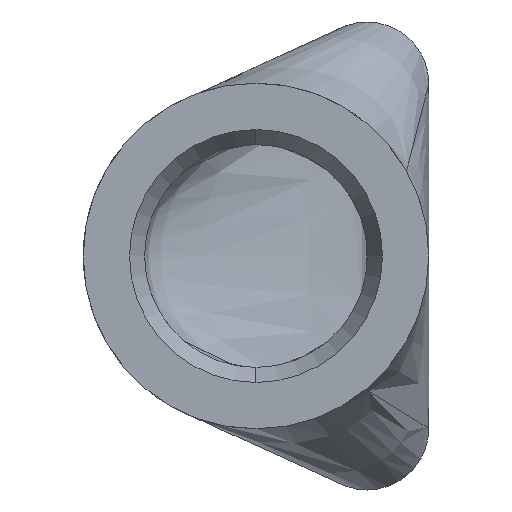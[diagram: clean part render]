
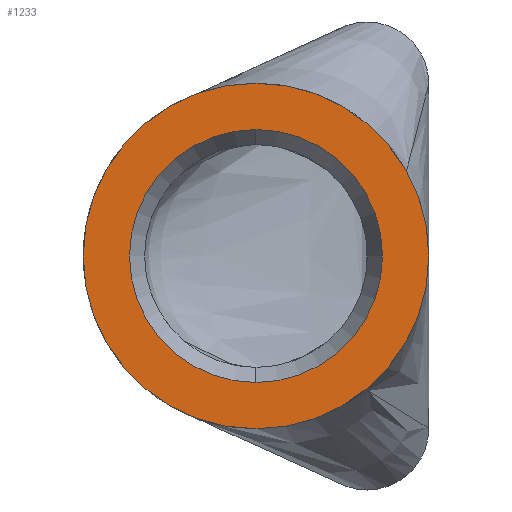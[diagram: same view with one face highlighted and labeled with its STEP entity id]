
A CAD part, left-side view. The second image highlights one B-rep face of the part: STEP entity #1233.
In plain terms, the highlighted planar face has unit normal (-1, 0, 0).
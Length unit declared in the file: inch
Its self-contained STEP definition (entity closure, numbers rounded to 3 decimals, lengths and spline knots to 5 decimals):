
#12 = DIRECTION ( 'NONE',  ( 0., 0., 1. ) ) ;
#16 = ORIENTED_EDGE ( 'NONE', *, *, #300, .T. ) ;
#39 = ORIENTED_EDGE ( 'NONE', *, *, #87, .T. ) ;
#49 = AXIS2_PLACEMENT_3D ( 'NONE', #361, #1133, #259 ) ;
#87 = EDGE_CURVE ( 'NONE', #422, #1089, #382, .T. ) ;
#123 = AXIS2_PLACEMENT_3D ( 'NONE', #362, #567, #459 ) ;
#148 = EDGE_LOOP ( 'NONE', ( #191, #966 ) ) ;
#191 = ORIENTED_EDGE ( 'NONE', *, *, #1099, .T. ) ;
#231 = DIRECTION ( 'NONE',  ( 0., 0., 1. ) ) ;
#259 = DIRECTION ( 'NONE',  ( 0., 0., 1. ) ) ;
#300 = EDGE_CURVE ( 'NONE', #1089, #422, #322, .T. ) ;
#322 = CIRCLE ( 'NONE', #123, 0.33791 ) ;
#329 = DIRECTION ( 'NONE',  ( -1., 0., 0. ) ) ;
#361 = CARTESIAN_POINT ( 'NONE',  ( 0., 0.4615, 0. ) ) ;
#362 = CARTESIAN_POINT ( 'NONE',  ( 0., 0.4615, 0. ) ) ;
#382 = CIRCLE ( 'NONE', #49, 0.33791 ) ;
#398 = CARTESIAN_POINT ( 'NONE',  ( 0., 0.4615, 0. ) ) ;
#401 = EDGE_LOOP ( 'NONE', ( #39, #16 ) ) ;
#422 = VERTEX_POINT ( 'NONE', #746 ) ;
#459 = DIRECTION ( 'NONE',  ( 0., 0., 1. ) ) ;
#460 = EDGE_CURVE ( 'NONE', #998, #921, #612, .T. ) ;
#466 = FACE_OUTER_BOUND ( 'NONE', #148, .T. ) ;
#471 = PLANE ( 'NONE',  #533 ) ;
#533 = AXIS2_PLACEMENT_3D ( 'NONE', #1213, #560, #852 ) ;
#560 = DIRECTION ( 'NONE',  ( -1., 0., 0. ) ) ;
#567 = DIRECTION ( 'NONE',  ( 1., 0., 0. ) ) ;
#612 = CIRCLE ( 'NONE', #772, 0.4615 ) ;
#636 = CARTESIAN_POINT ( 'NONE',  ( 0., 0.4615, 0. ) ) ;
#736 = CARTESIAN_POINT ( 'NONE',  ( 0., 0.4615, 0.4615 ) ) ;
#746 = CARTESIAN_POINT ( 'NONE',  ( 0., 0.4615, 0.33791 ) ) ;
#772 = AXIS2_PLACEMENT_3D ( 'NONE', #398, #788, #12 ) ;
#788 = DIRECTION ( 'NONE',  ( -1., 0., 0. ) ) ;
#852 = DIRECTION ( 'NONE',  ( 0., 0., 1. ) ) ;
#921 = VERTEX_POINT ( 'NONE', #736 ) ;
#943 = FACE_BOUND ( 'NONE', #401, .T. ) ;
#946 = CARTESIAN_POINT ( 'NONE',  ( 0., 0.4615, -0.33791 ) ) ;
#966 = ORIENTED_EDGE ( 'NONE', *, *, #460, .T. ) ;
#998 = VERTEX_POINT ( 'NONE', #1201 ) ;
#1089 = VERTEX_POINT ( 'NONE', #946 ) ;
#1099 = EDGE_CURVE ( 'NONE', #921, #998, #1171, .T. ) ;
#1133 = DIRECTION ( 'NONE',  ( 1., 0., 0. ) ) ;
#1171 = CIRCLE ( 'NONE', #1189, 0.4615 ) ;
#1189 = AXIS2_PLACEMENT_3D ( 'NONE', #636, #329, #231 ) ;
#1201 = CARTESIAN_POINT ( 'NONE',  ( 0., 0.4615, -0.4615 ) ) ;
#1213 = CARTESIAN_POINT ( 'NONE',  ( 0., 0., 0. ) ) ;
#1233 = ADVANCED_FACE ( 'NONE', ( #943, #466 ), #471, .T. ) ;
